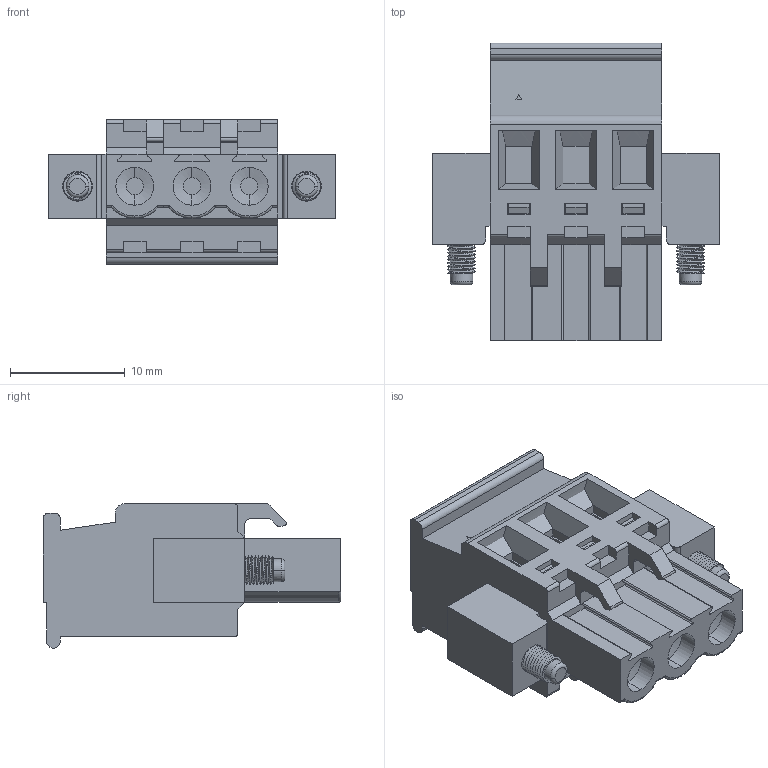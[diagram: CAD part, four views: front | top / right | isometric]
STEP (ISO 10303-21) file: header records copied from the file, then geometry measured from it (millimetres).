
FILE_DESCRIPTION (( 'STEP AP214' ), '1' );
FILE_NAME ('2EDGKAM-5.0-03P-14-00AH.STEP', '2021-03-08T19:26:23', ( '' ), ( '' ), 'SwSTEP 2.0', 'SolidWorks 2020', '' );
FILE_SCHEMA (( 'AUTOMOTIVE_DESIGN' ));
Length unit declared in the file: millimetre
Products named in the file (1): 2EDGKAM-5.0-03P-14-00AH
Bounding box: 25 x 26 x 12.6 mm (x, y, z)
Volume: 3298.6 mm3; surface area: 3193.2 mm2
Topology: 1 solids, 1 shells, 711 faces, 1843 edges, 1200 vertices
Faces by surface type: plane 428, bspline 134, cylinder 94, torus 39, cone 16
Entity records: 34264 total; most frequent: CARTESIAN_POINT 13179, ORIENTED_EDGE 3684, DIRECTION 2946, EDGE_CURVE 1842, LINE 1242, VECTOR 1242, VERTEX_POINT 1198, AXIS2_PLACEMENT_3D 852
